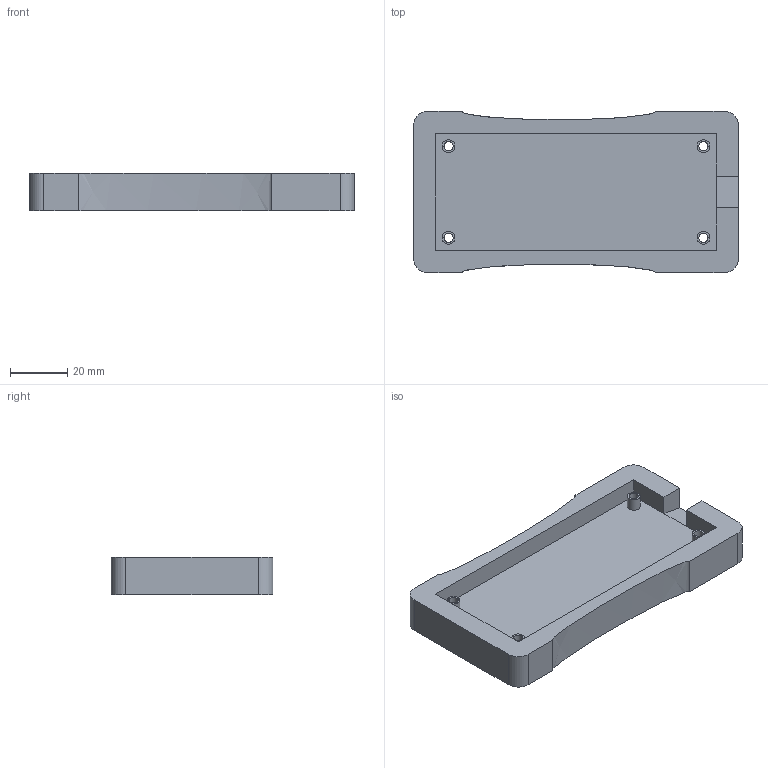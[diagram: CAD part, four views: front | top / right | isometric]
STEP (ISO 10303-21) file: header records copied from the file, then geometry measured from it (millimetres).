
FILE_DESCRIPTION(/* description */ (''),/* implementation_level */ '2;1');
FILE_NAME(/* name */ 'Bottom.step',/* time_stamp */ '2026-02-12T13:11:20+01:00',/* author */ (''),/* organization */ (''),/* preprocessor_version */ 'ST-DEVELOPER v20.1',/* originating_system */ 'Autodesk Translation Framework v14.24.0.0',/* authorisation */ '');
FILE_SCHEMA (('AUTOMOTIVE_DESIGN { 1 0 10303 214 3 1 1 }'));
Length unit declared in the file: millimetre
Products named in the file (1): Bottom
Bounding box: 113.4 x 56.4 x 13 mm (x, y, z)
Volume: 49850.1 mm3; surface area: 19045 mm2
Topology: 1 solids, 1 shells, 43 faces, 97 edges, 64 vertices
Faces by surface type: plane 25, cylinder 16, bspline 2
Full cylindrical faces by diameter (mm): 3.2 x4, 4.5 x4, 5.4 x4
Entity records: 1281 total; most frequent: CARTESIAN_POINT 227, DIRECTION 217, ORIENTED_EDGE 194, EDGE_CURVE 97, AXIS2_PLACEMENT_3D 78, VERTEX_POINT 64, LINE 61, VECTOR 61
